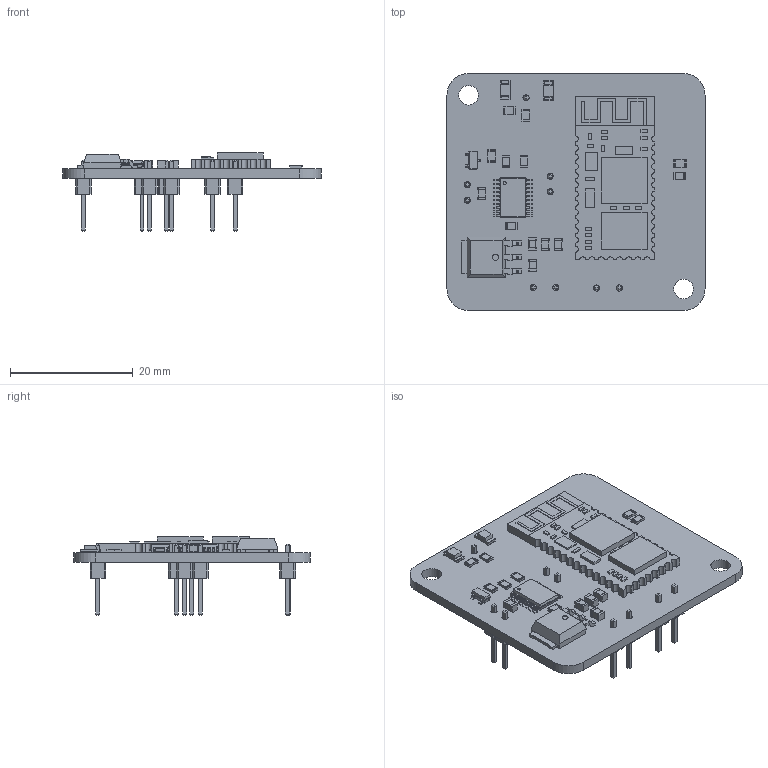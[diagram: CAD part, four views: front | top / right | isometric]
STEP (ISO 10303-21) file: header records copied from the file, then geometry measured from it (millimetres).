
FILE_DESCRIPTION(('KiCad electronic assembly'),'2;1');
FILE_NAME('navigator.step','2024-06-29T14:46:13',('Pcbnew'),('Kicad'), 'Open CASCADE STEP processor 7.6','KiCad to STEP converter','Unknown' );
FILE_SCHEMA(('AUTOMOTIVE_DESIGN { 1 0 10303 214 1 1 1 1 }'));
Length unit declared in the file: millimetre
Products named in the file (20): navigator 1; R_0805_2012Metric; C_0805_2012Metric; HC05; TSSOP-20_4.4x6.5mm_P0.65mm; TSSOP_20_44x65mm_P065mm; SOT-23; SOT_23; LED_1206_3216Metric; TO-252-3_TabPin2; CQ assembly; PinHeader_1x02_P2.54mm_Vertical; PinHeader_1x02_P254mm_Vertical; PinHeader_1x01_P2.54mm_Vertical; PinHeader_1x01_P254mm_Vertical; navigator_PCB
Assembly tree (36 placements, depth 3):
  navigator 1
    R_0805_2012Metric  x8
      R_0805_2012Metric
    C_0805_2012Metric  x5
      C_0805_2012Metric
    HC05
      HC05
    TSSOP-20_4.4x6.5mm_P0.65mm
      TSSOP_20_44x65mm_P065mm
    SOT-23
      SOT_23
    LED_1206_3216Metric  x2
      LED_1206_3216Metric
    TO-252-3_TabPin2
      CQ assembly
    PinHeader_1x02_P2.54mm_Vertical  x2
      PinHeader_1x02_P254mm_Vertical
    PinHeader_1x01_P2.54mm_Vertical  x5
      PinHeader_1x01_P254mm_Vertical
    navigator_PCB
Bounding box: 42.14 x 38.66 x 12.74 mm (x, y, z)
Volume: 3499.4 mm3; surface area: 5459.1 mm2
Topology: 32 solids, 32 shells, 1423 faces, 3650 edges, 2344 vertices
Faces by surface type: plane 1053, cylinder 299, bspline 71
Full cylindrical faces by diameter (mm): 0.5 x1, 1 x10, 3.2 x2
Entity records: 32936 total; most frequent: CARTESIAN_POINT 5126, ORIENTED_EDGE 4750, DIRECTION 4459, EDGE_CURVE 2375, LINE 1925, VECTOR 1925, VERTEX_POINT 1522, AXIS2_PLACEMENT_3D 1267
